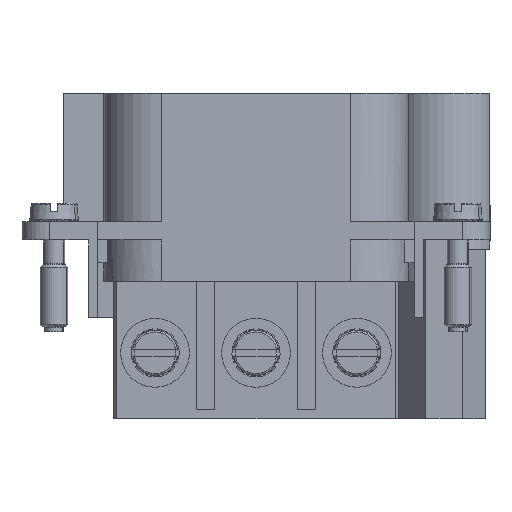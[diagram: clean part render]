
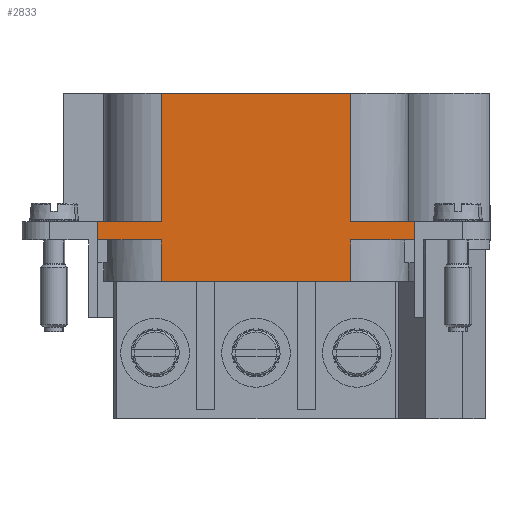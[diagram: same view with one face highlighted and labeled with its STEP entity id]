
A CAD part, left-side view. The second image highlights one B-rep face of the part: STEP entity #2833.
In plain terms, the highlighted planar face has unit normal (-1, 0, 0).
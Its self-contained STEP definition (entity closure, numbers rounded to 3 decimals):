
#2733=AXIS2_PLACEMENT_3D('Plane Axis2P3D',#2730,#2731,#2732) ;
#487=CARTESIAN_POINT('Vertex',(1.4,42.75,21.5)) ;
#490=CARTESIAN_POINT('Line Origine',(1.4,39.275,21.5)) ;
#494=CARTESIAN_POINT('Vertex',(1.4,35.8,21.5)) ;
#2711=CARTESIAN_POINT('Line Origine',(1.4,35.8,24.75)) ;
#2715=CARTESIAN_POINT('Vertex',(1.4,35.8,35.5)) ;
#2730=CARTESIAN_POINT('Axis2P3D Location',(1.4,15.2,18.5)) ;
#2735=CARTESIAN_POINT('Line Origine',(1.4,8.25,20.5)) ;
#2739=CARTESIAN_POINT('Vertex',(1.4,8.25,19.5)) ;
#2741=CARTESIAN_POINT('Vertex',(1.4,8.25,21.5)) ;
#2744=CARTESIAN_POINT('Line Origine',(1.4,11.725,21.5)) ;
#2748=CARTESIAN_POINT('Vertex',(1.4,15.2,21.5)) ;
#2751=CARTESIAN_POINT('Line Origine',(1.4,15.2,28.5)) ;
#2755=CARTESIAN_POINT('Vertex',(1.4,15.2,35.5)) ;
#2758=CARTESIAN_POINT('Line Origine',(1.4,25.5,35.5)) ;
#2763=CARTESIAN_POINT('Line Origine',(1.4,42.75,20.5)) ;
#2767=CARTESIAN_POINT('Vertex',(1.4,42.75,19.5)) ;
#2770=CARTESIAN_POINT('Line Origine',(1.4,39.275,19.5)) ;
#2774=CARTESIAN_POINT('Vertex',(1.4,35.8,19.5)) ;
#2777=CARTESIAN_POINT('Line Origine',(1.4,35.8,19.)) ;
#2781=CARTESIAN_POINT('Vertex',(1.4,35.8,18.5)) ;
#2784=CARTESIAN_POINT('Line Origine',(1.4,35.8,16.75)) ;
#2788=CARTESIAN_POINT('Vertex',(1.4,35.8,15.)) ;
#2791=CARTESIAN_POINT('Line Origine',(1.4,25.5,15.)) ;
#2795=CARTESIAN_POINT('Vertex',(1.4,15.2,15.)) ;
#2798=CARTESIAN_POINT('Line Origine',(1.4,15.2,16.75)) ;
#2802=CARTESIAN_POINT('Vertex',(1.4,15.2,18.5)) ;
#2805=CARTESIAN_POINT('Line Origine',(1.4,15.2,19.)) ;
#2809=CARTESIAN_POINT('Vertex',(1.4,15.2,19.5)) ;
#2812=CARTESIAN_POINT('Line Origine',(1.4,11.725,19.5)) ;
#491=DIRECTION('Vector Direction',(0.,1.,0.)) ;
#2712=DIRECTION('Vector Direction',(0.,0.,1.)) ;
#2731=DIRECTION('Axis2P3D Direction',(1.,0.,0.)) ;
#2732=DIRECTION('Axis2P3D XDirection',(0.,1.,0.)) ;
#2736=DIRECTION('Vector Direction',(0.,0.,1.)) ;
#2745=DIRECTION('Vector Direction',(0.,1.,0.)) ;
#2752=DIRECTION('Vector Direction',(0.,0.,1.)) ;
#2759=DIRECTION('Vector Direction',(0.,1.,0.)) ;
#2764=DIRECTION('Vector Direction',(0.,0.,1.)) ;
#2771=DIRECTION('Vector Direction',(0.,1.,0.)) ;
#2778=DIRECTION('Vector Direction',(0.,0.,1.)) ;
#2785=DIRECTION('Vector Direction',(0.,0.,-1.)) ;
#2792=DIRECTION('Vector Direction',(0.,1.,0.)) ;
#2799=DIRECTION('Vector Direction',(0.,0.,-1.)) ;
#2806=DIRECTION('Vector Direction',(0.,0.,1.)) ;
#2813=DIRECTION('Vector Direction',(0.,1.,0.)) ;
#492=VECTOR('Line Direction',#491,1.) ;
#2713=VECTOR('Line Direction',#2712,1.) ;
#2737=VECTOR('Line Direction',#2736,1.) ;
#2746=VECTOR('Line Direction',#2745,1.) ;
#2753=VECTOR('Line Direction',#2752,1.) ;
#2760=VECTOR('Line Direction',#2759,1.) ;
#2765=VECTOR('Line Direction',#2764,1.) ;
#2772=VECTOR('Line Direction',#2771,1.) ;
#2779=VECTOR('Line Direction',#2778,1.) ;
#2786=VECTOR('Line Direction',#2785,1.) ;
#2793=VECTOR('Line Direction',#2792,1.) ;
#2800=VECTOR('Line Direction',#2799,1.) ;
#2807=VECTOR('Line Direction',#2806,1.) ;
#2814=VECTOR('Line Direction',#2813,1.) ;
#2818=ORIENTED_EDGE('',*,*,#2743,.T.) ;
#2819=ORIENTED_EDGE('',*,*,#2750,.T.) ;
#2820=ORIENTED_EDGE('',*,*,#2757,.T.) ;
#2821=ORIENTED_EDGE('',*,*,#2762,.T.) ;
#2822=ORIENTED_EDGE('',*,*,#2717,.F.) ;
#2823=ORIENTED_EDGE('',*,*,#496,.T.) ;
#2824=ORIENTED_EDGE('',*,*,#2769,.F.) ;
#2825=ORIENTED_EDGE('',*,*,#2776,.T.) ;
#2826=ORIENTED_EDGE('',*,*,#2783,.F.) ;
#2827=ORIENTED_EDGE('',*,*,#2790,.T.) ;
#2828=ORIENTED_EDGE('',*,*,#2797,.T.) ;
#2829=ORIENTED_EDGE('',*,*,#2804,.F.) ;
#2830=ORIENTED_EDGE('',*,*,#2811,.T.) ;
#2831=ORIENTED_EDGE('',*,*,#2816,.T.) ;
#2833=ADVANCED_FACE('Hauptk\X2\00F6\X0\rper',(#2832),#2734,.F.) ;
#496=EDGE_CURVE('',#495,#488,#493,.T.) ;
#2717=EDGE_CURVE('',#495,#2716,#2714,.T.) ;
#2743=EDGE_CURVE('',#2740,#2742,#2738,.T.) ;
#2750=EDGE_CURVE('',#2742,#2749,#2747,.T.) ;
#2757=EDGE_CURVE('',#2749,#2756,#2754,.T.) ;
#2762=EDGE_CURVE('',#2756,#2716,#2761,.T.) ;
#2769=EDGE_CURVE('',#2768,#488,#2766,.T.) ;
#2776=EDGE_CURVE('',#2768,#2775,#2773,.F.) ;
#2783=EDGE_CURVE('',#2782,#2775,#2780,.T.) ;
#2790=EDGE_CURVE('',#2782,#2789,#2787,.T.) ;
#2797=EDGE_CURVE('',#2789,#2796,#2794,.F.) ;
#2804=EDGE_CURVE('',#2803,#2796,#2801,.T.) ;
#2811=EDGE_CURVE('',#2803,#2810,#2808,.T.) ;
#2816=EDGE_CURVE('',#2810,#2740,#2815,.F.) ;
#2817=EDGE_LOOP('',(#2818,#2819,#2820,#2821,#2822,#2823,#2824,#2825,#2826,#2827,#2828,#2829,#2830,#2831)) ;
#2832=FACE_OUTER_BOUND('',#2817,.T.) ;
#493=LINE('Line',#490,#492) ;
#2714=LINE('Line',#2711,#2713) ;
#2738=LINE('Line',#2735,#2737) ;
#2747=LINE('Line',#2744,#2746) ;
#2754=LINE('Line',#2751,#2753) ;
#2761=LINE('Line',#2758,#2760) ;
#2766=LINE('Line',#2763,#2765) ;
#2773=LINE('Line',#2770,#2772) ;
#2780=LINE('Line',#2777,#2779) ;
#2787=LINE('Line',#2784,#2786) ;
#2794=LINE('Line',#2791,#2793) ;
#2801=LINE('Line',#2798,#2800) ;
#2808=LINE('Line',#2805,#2807) ;
#2815=LINE('Line',#2812,#2814) ;
#2734=PLANE('',#2733) ;
#488=VERTEX_POINT('',#487) ;
#495=VERTEX_POINT('',#494) ;
#2716=VERTEX_POINT('',#2715) ;
#2740=VERTEX_POINT('',#2739) ;
#2742=VERTEX_POINT('',#2741) ;
#2749=VERTEX_POINT('',#2748) ;
#2756=VERTEX_POINT('',#2755) ;
#2768=VERTEX_POINT('',#2767) ;
#2775=VERTEX_POINT('',#2774) ;
#2782=VERTEX_POINT('',#2781) ;
#2789=VERTEX_POINT('',#2788) ;
#2796=VERTEX_POINT('',#2795) ;
#2803=VERTEX_POINT('',#2802) ;
#2810=VERTEX_POINT('',#2809) ;
